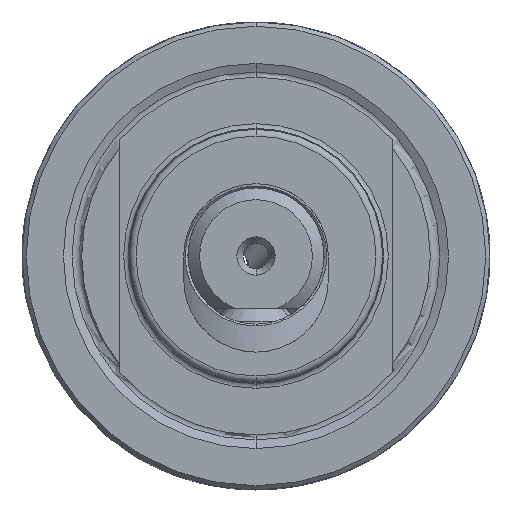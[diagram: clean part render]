
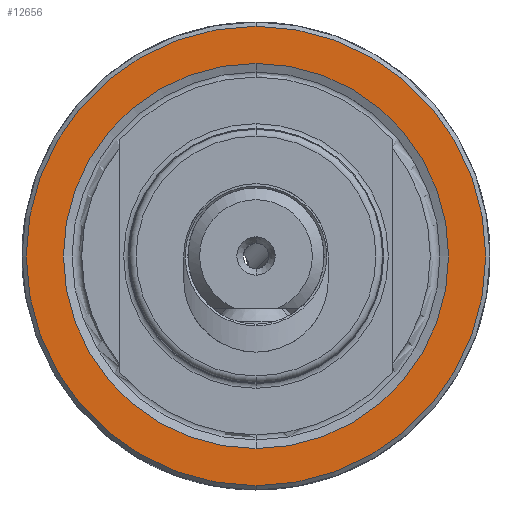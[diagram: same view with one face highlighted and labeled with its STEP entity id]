
A CAD part, left-side view. The second image highlights one B-rep face of the part: STEP entity #12656.
In plain terms, the highlighted planar face has unit normal (-1, 0, 0).
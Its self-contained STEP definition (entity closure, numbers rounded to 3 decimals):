
#6 = CARTESIAN_POINT ( 'NONE',  ( 0., 0., -27. ) ) ;
#513 = DIRECTION ( 'NONE',  ( 1., 0., 0. ) ) ;
#2182 = CARTESIAN_POINT ( 'NONE',  ( 0., 0., 0. ) ) ;
#2557 = FACE_BOUND ( 'NONE', #32277, .T. ) ;
#4009 = EDGE_CURVE ( 'NONE', #24609, #36936, #39299, .T. ) ;
#4014 = AXIS2_PLACEMENT_3D ( 'NONE', #27370, #5908, #30968 ) ;
#4347 = DIRECTION ( 'NONE',  ( -1., 0., 0. ) ) ;
#5792 = DIRECTION ( 'NONE',  ( 0., 0., 1. ) ) ;
#5908 = DIRECTION ( 'NONE',  ( -1., 0., 0. ) ) ;
#7627 = PLANE ( 'NONE',  #37410 ) ;
#7738 = AXIS2_PLACEMENT_3D ( 'NONE', #25823, #4347, #29399 ) ;
#8657 = CARTESIAN_POINT ( 'NONE',  ( 0., 0., -22.632 ) ) ;
#8687 = VERTEX_POINT ( 'NONE', #16929 ) ;
#11341 = AXIS2_PLACEMENT_3D ( 'NONE', #21505, #46617, #25134 ) ;
#12656 = ADVANCED_FACE ( 'NONE', ( #2557, #28913 ), #7627, .F. ) ;
#16929 = CARTESIAN_POINT ( 'NONE',  ( 0., 0., 27. ) ) ;
#18310 = ORIENTED_EDGE ( 'NONE', *, *, #4009, .F. ) ;
#21505 = CARTESIAN_POINT ( 'NONE',  ( 0., 0., 0. ) ) ;
#21995 = CARTESIAN_POINT ( 'NONE',  ( 0., 0., 22.632 ) ) ;
#22690 = VERTEX_POINT ( 'NONE', #6 ) ;
#24609 = VERTEX_POINT ( 'NONE', #21995 ) ;
#25134 = DIRECTION ( 'NONE',  ( 0., 0., 1. ) ) ;
#25640 = DIRECTION ( 'NONE',  ( 0., 0., -1. ) ) ;
#25823 = CARTESIAN_POINT ( 'NONE',  ( 0., 0., 0. ) ) ;
#27242 = DIRECTION ( 'NONE',  ( -1., 0., 0. ) ) ;
#27370 = CARTESIAN_POINT ( 'NONE',  ( 0., 0., 0. ) ) ;
#27838 = EDGE_CURVE ( 'NONE', #8687, #22690, #45087, .T. ) ;
#28913 = FACE_OUTER_BOUND ( 'NONE', #42923, .T. ) ;
#29399 = DIRECTION ( 'NONE',  ( 0., 0., 1. ) ) ;
#30968 = DIRECTION ( 'NONE',  ( 0., 0., 1. ) ) ;
#32103 = EDGE_CURVE ( 'NONE', #22690, #8687, #42358, .T. ) ;
#32277 = EDGE_LOOP ( 'NONE', ( #18310, #40200 ) ) ;
#32945 = EDGE_CURVE ( 'NONE', #36936, #24609, #41188, .T. ) ;
#36936 = VERTEX_POINT ( 'NONE', #8657 ) ;
#37410 = AXIS2_PLACEMENT_3D ( 'NONE', #43397, #513, #25640 ) ;
#39299 = CIRCLE ( 'NONE', #7738, 22.632 ) ;
#39944 = ORIENTED_EDGE ( 'NONE', *, *, #32103, .T. ) ;
#40200 = ORIENTED_EDGE ( 'NONE', *, *, #32945, .F. ) ;
#40483 = AXIS2_PLACEMENT_3D ( 'NONE', #2182, #27242, #5792 ) ;
#41188 = CIRCLE ( 'NONE', #11341, 22.632 ) ;
#42358 = CIRCLE ( 'NONE', #40483, 27. ) ;
#42923 = EDGE_LOOP ( 'NONE', ( #39944, #45962 ) ) ;
#43397 = CARTESIAN_POINT ( 'NONE',  ( 0., 22.632, 0. ) ) ;
#45087 = CIRCLE ( 'NONE', #4014, 27. ) ;
#45962 = ORIENTED_EDGE ( 'NONE', *, *, #27838, .T. ) ;
#46617 = DIRECTION ( 'NONE',  ( -1., 0., 0. ) ) ;
